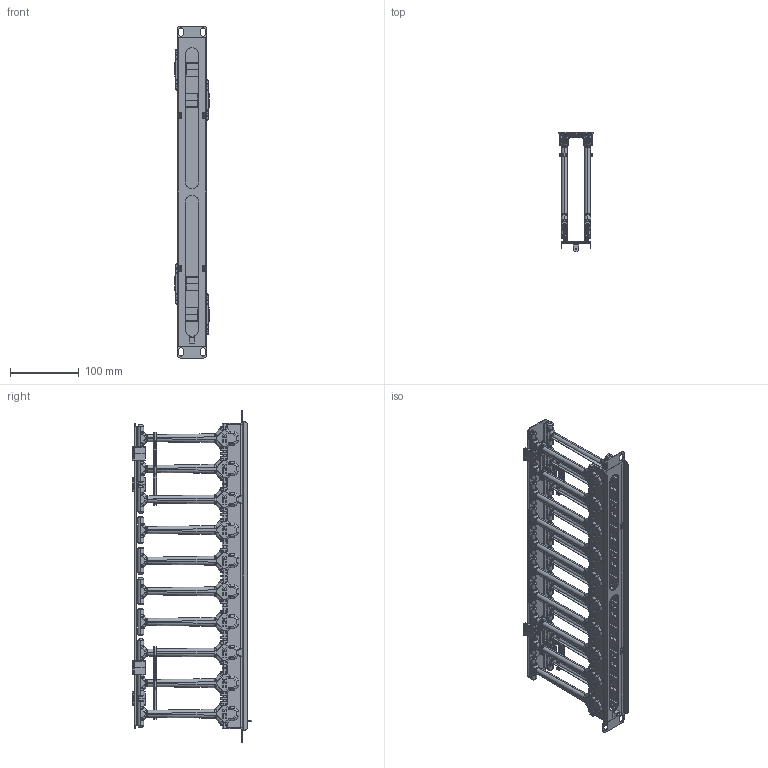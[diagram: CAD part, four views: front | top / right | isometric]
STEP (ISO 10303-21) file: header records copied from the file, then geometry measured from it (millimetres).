
FILE_DESCRIPTION (( 'STEP AP203' ), '1' );
FILE_NAME ('ZP-CC35-01U-H-150-R ITK by ZPAS Êàáåëü-îðãàíàéçåð ãîð. 19 1U 150ìì ñåð. ÐÔ.STEP', '2024-09-18T11:55:26', ( '' ), ( '' ), 'SwSTEP 2.0', 'SolidWorks 2022', '' );
FILE_SCHEMA (( 'CONFIG_CONTROL_DESIGN' ));
Length unit declared in the file: millimetre
Products named in the file (1): ZP-CC35-01U-H-150-R ITK by ZPAS Кабель-органайзер гор. 19 1U 150мм сер. РФ
Bounding box: 50.7 x 173.65 x 482.6 mm (x, y, z)
Volume: 398165.1 mm3; surface area: 385688.5 mm2
Topology: 22 solids, 22 shells, 7800 faces, 20148 edges, 12420 vertices
Faces by surface type: plane 3458, cylinder 2346, bspline 1456, cone 324, torus 200, sphere 16
Entity records: 254833 total; most frequent: CARTESIAN_POINT 82625, ORIENTED_EDGE 40104, DIRECTION 31250, EDGE_CURVE 20052, VERTEX_POINT 12420, VECTOR 11680, LINE 11680, AXIS2_PLACEMENT_3D 9785
